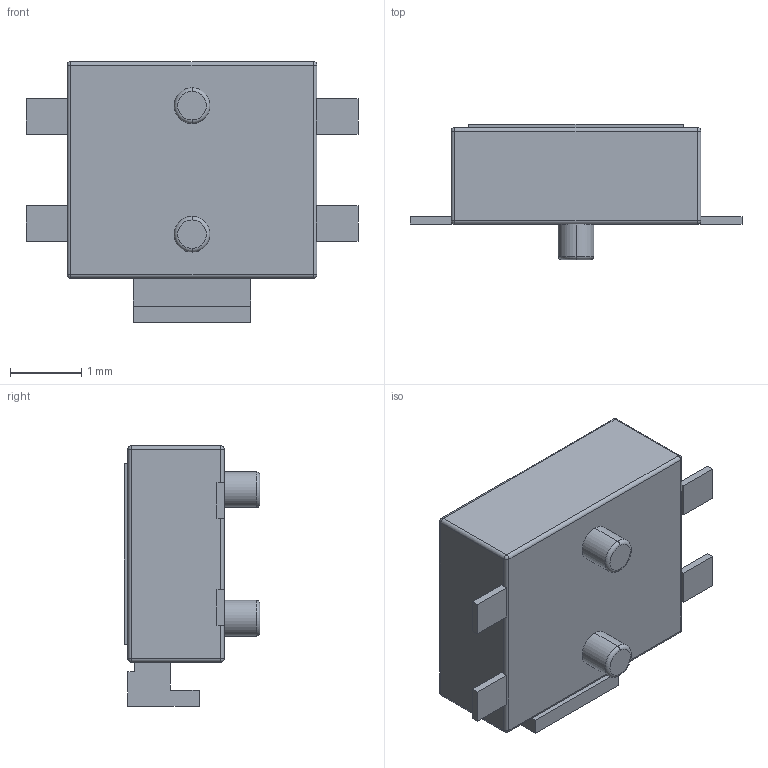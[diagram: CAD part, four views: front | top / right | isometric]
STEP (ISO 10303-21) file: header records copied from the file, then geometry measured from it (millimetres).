
FILE_DESCRIPTION (( 'STEP AP203' ), '1' );
FILE_NAME ('KLS7-TS5401.STEP', '2017-08-25T13:44:42', ( '' ), ( '' ), 'SwSTEP 2.0', 'SolidWorks 2016', '' );
FILE_SCHEMA (( 'CONFIG_CONTROL_DESIGN' ));
Length unit declared in the file: millimetre
Products named in the file (1): KLS7-TS5401
Bounding box: 4.65 x 1.9 x 3.65 mm (x, y, z)
Volume: 15.7 mm3; surface area: 64.8 mm2
Topology: 7 solids, 7 shells, 76 faces, 160 edges, 92 vertices
Faces by surface type: plane 48, cylinder 16, sphere 8, torus 4
Entity records: 1997 total; most frequent: DIRECTION 346, CARTESIAN_POINT 321, ORIENTED_EDGE 304, EDGE_CURVE 152, AXIS2_PLACEMENT_3D 117, VECTOR 112, LINE 112, VERTEX_POINT 92
